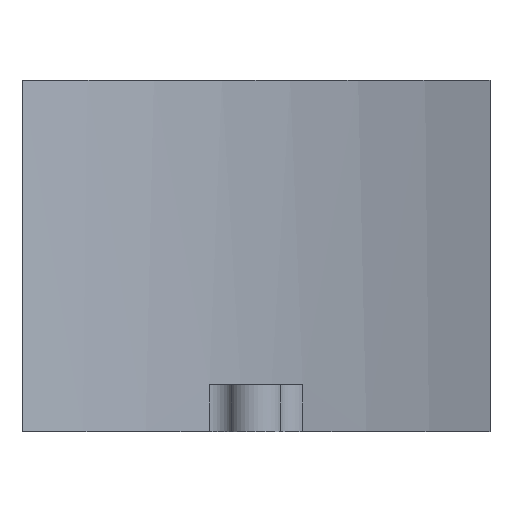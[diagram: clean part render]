
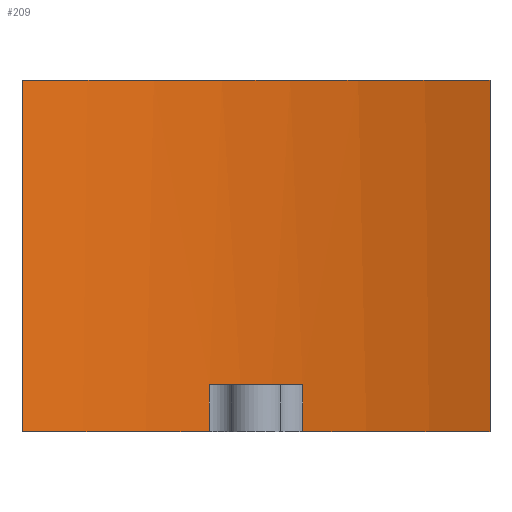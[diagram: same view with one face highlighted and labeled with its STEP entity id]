
A CAD part, left-side view. The second image highlights one B-rep face of the part: STEP entity #209.
In plain terms, the highlighted cylindrical face has radius 139 mm (diameter 278 mm), a partial arc.
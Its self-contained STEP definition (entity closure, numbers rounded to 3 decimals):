
#24=CYLINDRICAL_SURFACE('',#241,139.);
#32=FACE_OUTER_BOUND('',#45,.T.);
#45=EDGE_LOOP('',(#159,#160,#161,#162,#163,#164,#165,#166));
#57=LINE('',#349,#71);
#59=LINE('',#357,#73);
#60=LINE('',#361,#74);
#61=LINE('',#365,#75);
#71=VECTOR('',#280,10.);
#73=VECTOR('',#288,10.);
#74=VECTOR('',#291,10.);
#75=VECTOR('',#294,10.);
#88=CIRCLE('',#242,139.);
#89=CIRCLE('',#243,139.);
#90=CIRCLE('',#244,139.);
#91=CIRCLE('',#245,139.);
#102=VERTEX_POINT('',#346);
#103=VERTEX_POINT('',#348);
#105=VERTEX_POINT('',#354);
#106=VERTEX_POINT('',#356);
#107=VERTEX_POINT('',#358);
#108=VERTEX_POINT('',#360);
#109=VERTEX_POINT('',#362);
#110=VERTEX_POINT('',#364);
#123=EDGE_CURVE('',#102,#103,#57,.T.);
#126=EDGE_CURVE('',#102,#105,#88,.T.);
#127=EDGE_CURVE('',#106,#105,#59,.T.);
#128=EDGE_CURVE('',#106,#107,#89,.T.);
#129=EDGE_CURVE('',#107,#108,#60,.T.);
#130=EDGE_CURVE('',#109,#108,#90,.T.);
#131=EDGE_CURVE('',#110,#109,#61,.T.);
#132=EDGE_CURVE('',#110,#103,#91,.T.);
#159=ORIENTED_EDGE('',*,*,#123,.F.);
#160=ORIENTED_EDGE('',*,*,#126,.T.);
#161=ORIENTED_EDGE('',*,*,#127,.F.);
#162=ORIENTED_EDGE('',*,*,#128,.T.);
#163=ORIENTED_EDGE('',*,*,#129,.T.);
#164=ORIENTED_EDGE('',*,*,#130,.F.);
#165=ORIENTED_EDGE('',*,*,#131,.F.);
#166=ORIENTED_EDGE('',*,*,#132,.T.);
#209=ADVANCED_FACE('',(#32),#24,.F.);
#241=AXIS2_PLACEMENT_3D('',#353,#284,#285);
#242=AXIS2_PLACEMENT_3D('',#355,#286,#287);
#243=AXIS2_PLACEMENT_3D('',#359,#289,#290);
#244=AXIS2_PLACEMENT_3D('',#363,#292,#293);
#245=AXIS2_PLACEMENT_3D('',#366,#295,#296);
#280=DIRECTION('',(0.,0.,-1.));
#284=DIRECTION('center_axis',(0.,0.,1.));
#285=DIRECTION('ref_axis',(1.,0.,0.));
#286=DIRECTION('center_axis',(0.,0.,-1.));
#287=DIRECTION('ref_axis',(-1.,0.,0.));
#288=DIRECTION('',(0.,0.,1.));
#289=DIRECTION('center_axis',(0.,0.,-1.));
#290=DIRECTION('ref_axis',(-1.,0.,0.));
#291=DIRECTION('',(0.,0.,1.));
#292=DIRECTION('center_axis',(0.,0.,-1.));
#293=DIRECTION('ref_axis',(-1.,0.,0.));
#294=DIRECTION('',(0.,0.,1.));
#295=DIRECTION('center_axis',(0.,0.,-1.));
#296=DIRECTION('ref_axis',(-1.,0.,0.));
#346=CARTESIAN_POINT('',(138.642,9.973,16.));
#348=CARTESIAN_POINT('',(138.642,9.973,6.));
#349=CARTESIAN_POINT('',(138.642,9.973,6.));
#353=CARTESIAN_POINT('Origin',(0.,0.,6.));
#354=CARTESIAN_POINT('',(138.642,-9.973,16.));
#355=CARTESIAN_POINT('Origin',(0.,0.,16.));
#356=CARTESIAN_POINT('',(138.642,-9.973,6.));
#357=CARTESIAN_POINT('',(138.642,-9.973,6.));
#358=CARTESIAN_POINT('',(129.696,-50.,6.));
#359=CARTESIAN_POINT('Origin',(0.,0.,6.));
#360=CARTESIAN_POINT('',(129.696,-50.,81.));
#361=CARTESIAN_POINT('',(129.696,-50.,6.));
#362=CARTESIAN_POINT('',(129.696,50.,81.));
#363=CARTESIAN_POINT('Origin',(0.,0.,81.));
#364=CARTESIAN_POINT('',(129.696,50.,6.));
#365=CARTESIAN_POINT('',(129.696,50.,6.));
#366=CARTESIAN_POINT('Origin',(0.,0.,6.));
